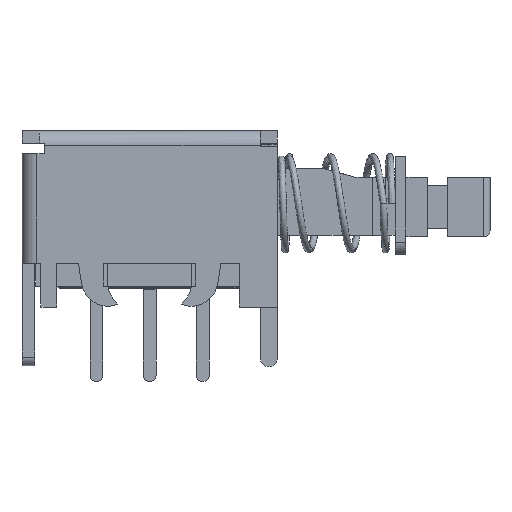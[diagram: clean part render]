
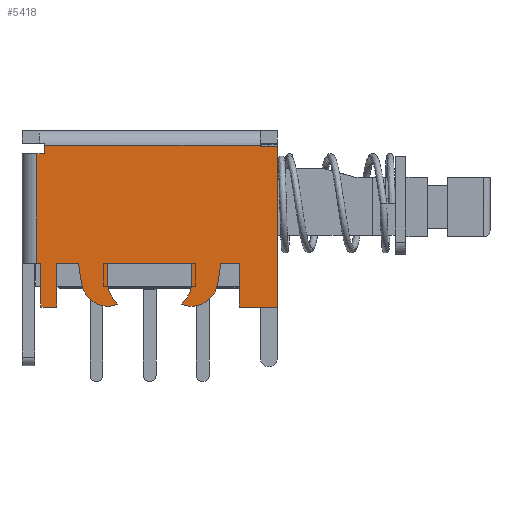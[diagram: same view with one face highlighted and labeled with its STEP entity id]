
A CAD part, left-side view. The second image highlights one B-rep face of the part: STEP entity #5418.
In plain terms, the highlighted planar face has unit normal (-1, 0, 0).
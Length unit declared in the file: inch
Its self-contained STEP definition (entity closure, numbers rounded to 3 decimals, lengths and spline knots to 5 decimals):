
#127=CIRCLE('',#5821,0.04961);
#128=CIRCLE('',#5822,0.05866);
#129=CIRCLE('',#5823,0.05866);
#130=CIRCLE('',#5824,0.04961);
#319=PLANE('',#5820);
#593=FACE_OUTER_BOUND('',#891,.T.);
#891=EDGE_LOOP('',(#4859,#4860,#4861,#4862,#4863,#4864,#4865,#4866,#4867,
#4868,#4869,#4870,#4871,#4872,#4873,#4874,#4875,#4876,#4877,#4878,#4879,
#4880,#4881,#4882));
#1398=LINE('',#8319,#2067);
#1405=LINE('',#8336,#2074);
#1472=LINE('',#8509,#2141);
#1474=LINE('',#8516,#2143);
#1543=LINE('',#8681,#2212);
#1546=LINE('',#8688,#2215);
#1551=LINE('',#8699,#2220);
#1552=LINE('',#8702,#2221);
#1553=LINE('',#8704,#2222);
#1554=LINE('',#8706,#2223);
#1555=LINE('',#8708,#2224);
#1556=LINE('',#8710,#2225);
#1557=LINE('',#8712,#2226);
#1558=LINE('',#8718,#2227);
#1559=LINE('',#8720,#2228);
#1560=LINE('',#8722,#2229);
#1561=LINE('',#8728,#2230);
#1562=LINE('',#8730,#2231);
#1563=LINE('',#8732,#2232);
#1564=LINE('',#8733,#2233);
#2067=VECTOR('',#6790,0.3937);
#2074=VECTOR('',#6803,0.3937);
#2141=VECTOR('',#6924,0.3937);
#2143=VECTOR('',#6934,0.3937);
#2212=VECTOR('',#7085,0.3937);
#2215=VECTOR('',#7094,0.3937);
#2220=VECTOR('',#7109,0.3937);
#2221=VECTOR('',#7112,0.3937);
#2222=VECTOR('',#7113,0.3937);
#2223=VECTOR('',#7114,0.3937);
#2224=VECTOR('',#7115,0.3937);
#2225=VECTOR('',#7116,0.3937);
#2226=VECTOR('',#7117,0.3937);
#2227=VECTOR('',#7122,0.3937);
#2228=VECTOR('',#7123,0.3937);
#2229=VECTOR('',#7124,0.3937);
#2230=VECTOR('',#7129,0.3937);
#2231=VECTOR('',#7130,0.3937);
#2232=VECTOR('',#7131,0.3937);
#2233=VECTOR('',#7132,0.3937);
#2617=VERTEX_POINT('',#8312);
#2620=VERTEX_POINT('',#8317);
#2627=VERTEX_POINT('',#8335);
#2705=VERTEX_POINT('',#8506);
#2706=VERTEX_POINT('',#8508);
#2707=VERTEX_POINT('',#8515);
#2762=VERTEX_POINT('',#8680);
#2763=VERTEX_POINT('',#8687);
#2765=VERTEX_POINT('',#8701);
#2766=VERTEX_POINT('',#8703);
#2767=VERTEX_POINT('',#8705);
#2768=VERTEX_POINT('',#8707);
#2769=VERTEX_POINT('',#8709);
#2770=VERTEX_POINT('',#8711);
#2771=VERTEX_POINT('',#8713);
#2772=VERTEX_POINT('',#8715);
#2773=VERTEX_POINT('',#8717);
#2774=VERTEX_POINT('',#8719);
#2775=VERTEX_POINT('',#8721);
#2776=VERTEX_POINT('',#8723);
#2777=VERTEX_POINT('',#8725);
#2778=VERTEX_POINT('',#8727);
#2779=VERTEX_POINT('',#8729);
#2780=VERTEX_POINT('',#8731);
#3296=EDGE_CURVE('',#2620,#2617,#1398,.T.);
#3304=EDGE_CURVE('',#2627,#2617,#1405,.T.);
#3390=EDGE_CURVE('',#2705,#2706,#1472,.T.);
#3394=EDGE_CURVE('',#2707,#2706,#1474,.T.);
#3479=EDGE_CURVE('',#2762,#2707,#1543,.T.);
#3482=EDGE_CURVE('',#2762,#2763,#1546,.T.);
#3487=EDGE_CURVE('',#2705,#2627,#1551,.T.);
#3488=EDGE_CURVE('',#2765,#2620,#1552,.T.);
#3489=EDGE_CURVE('',#2766,#2765,#1553,.T.);
#3490=EDGE_CURVE('',#2767,#2766,#1554,.T.);
#3491=EDGE_CURVE('',#2768,#2767,#1555,.T.);
#3492=EDGE_CURVE('',#2769,#2768,#1556,.T.);
#3493=EDGE_CURVE('',#2770,#2769,#1557,.T.);
#3494=EDGE_CURVE('',#2771,#2770,#127,.T.);
#3495=EDGE_CURVE('',#2772,#2771,#128,.T.);
#3496=EDGE_CURVE('',#2773,#2772,#1558,.T.);
#3497=EDGE_CURVE('',#2774,#2773,#1559,.T.);
#3498=EDGE_CURVE('',#2775,#2774,#1560,.T.);
#3499=EDGE_CURVE('',#2776,#2775,#129,.T.);
#3500=EDGE_CURVE('',#2777,#2776,#130,.T.);
#3501=EDGE_CURVE('',#2778,#2777,#1561,.T.);
#3502=EDGE_CURVE('',#2779,#2778,#1562,.T.);
#3503=EDGE_CURVE('',#2780,#2779,#1563,.T.);
#3504=EDGE_CURVE('',#2763,#2780,#1564,.T.);
#4859=ORIENTED_EDGE('',*,*,#3296,.F.);
#4860=ORIENTED_EDGE('',*,*,#3488,.F.);
#4861=ORIENTED_EDGE('',*,*,#3489,.F.);
#4862=ORIENTED_EDGE('',*,*,#3490,.F.);
#4863=ORIENTED_EDGE('',*,*,#3491,.F.);
#4864=ORIENTED_EDGE('',*,*,#3492,.F.);
#4865=ORIENTED_EDGE('',*,*,#3493,.F.);
#4866=ORIENTED_EDGE('',*,*,#3494,.F.);
#4867=ORIENTED_EDGE('',*,*,#3495,.F.);
#4868=ORIENTED_EDGE('',*,*,#3496,.F.);
#4869=ORIENTED_EDGE('',*,*,#3497,.F.);
#4870=ORIENTED_EDGE('',*,*,#3498,.F.);
#4871=ORIENTED_EDGE('',*,*,#3499,.F.);
#4872=ORIENTED_EDGE('',*,*,#3500,.F.);
#4873=ORIENTED_EDGE('',*,*,#3501,.F.);
#4874=ORIENTED_EDGE('',*,*,#3502,.F.);
#4875=ORIENTED_EDGE('',*,*,#3503,.F.);
#4876=ORIENTED_EDGE('',*,*,#3504,.F.);
#4877=ORIENTED_EDGE('',*,*,#3482,.F.);
#4878=ORIENTED_EDGE('',*,*,#3479,.T.);
#4879=ORIENTED_EDGE('',*,*,#3394,.T.);
#4880=ORIENTED_EDGE('',*,*,#3390,.F.);
#4881=ORIENTED_EDGE('',*,*,#3487,.T.);
#4882=ORIENTED_EDGE('',*,*,#3304,.T.);
#5418=ADVANCED_FACE('',(#593),#319,.T.);
#5820=AXIS2_PLACEMENT_3D('',#8700,#7110,#7111);
#5821=AXIS2_PLACEMENT_3D('',#8714,#7118,#7119);
#5822=AXIS2_PLACEMENT_3D('',#8716,#7120,#7121);
#5823=AXIS2_PLACEMENT_3D('',#8724,#7125,#7126);
#5824=AXIS2_PLACEMENT_3D('',#8726,#7127,#7128);
#6790=DIRECTION('',(0.,0.,1.));
#6803=DIRECTION('',(0.,1.,0.));
#6924=DIRECTION('',(0.,-1.,0.));
#6934=DIRECTION('',(0.,0.,1.));
#7085=DIRECTION('',(0.,1.,0.));
#7094=DIRECTION('',(0.,0.,-1.));
#7109=DIRECTION('',(0.,0.,-1.));
#7110=DIRECTION('center_axis',(-1.,0.,0.));
#7111=DIRECTION('ref_axis',(0.,0.,1.));
#7112=DIRECTION('',(0.,1.,0.));
#7113=DIRECTION('',(0.,0.,1.));
#7114=DIRECTION('',(0.,1.,0.));
#7115=DIRECTION('',(0.,0.,-1.));
#7116=DIRECTION('',(0.,1.,0.));
#7117=DIRECTION('',(0.,0.154,0.988));
#7118=DIRECTION('center_axis',(1.,0.,0.));
#7119=DIRECTION('ref_axis',(0.,-0.371,-0.929));
#7120=DIRECTION('center_axis',(-1.,0.,0.));
#7121=DIRECTION('ref_axis',(0.,-0.667,0.745));
#7122=DIRECTION('',(0.,0.,-1.));
#7123=DIRECTION('',(0.,1.,0.));
#7124=DIRECTION('',(0.,0.,1.));
#7125=DIRECTION('center_axis',(-1.,0.,0.));
#7126=DIRECTION('ref_axis',(0.,1.,0.));
#7127=DIRECTION('center_axis',(1.,0.,0.));
#7128=DIRECTION('ref_axis',(0.,-0.988,-0.154));
#7129=DIRECTION('',(0.,0.154,-0.988));
#7130=DIRECTION('',(0.,1.,0.));
#7131=DIRECTION('',(0.,0.,1.));
#7132=DIRECTION('',(0.,1.,0.));
#8312=CARTESIAN_POINT('',(-0.09843,0.20866,0.22402));
#8317=CARTESIAN_POINT('',(-0.09843,0.20866,0.02126));
#8319=CARTESIAN_POINT('',(-0.09843,0.20866,0.25512));
#8335=CARTESIAN_POINT('',(-0.09843,0.19449,0.22402));
#8336=CARTESIAN_POINT('',(-0.09843,-0.02087,0.22402));
#8506=CARTESIAN_POINT('',(-0.09843,0.19449,0.23937));
#8508=CARTESIAN_POINT('',(-0.09843,-0.20472,0.23937));
#8509=CARTESIAN_POINT('',(-0.09843,-0.11811,0.23937));
#8515=CARTESIAN_POINT('',(-0.09843,-0.20472,0.23661));
#8516=CARTESIAN_POINT('',(-0.09843,-0.20472,0.26102));
#8680=CARTESIAN_POINT('',(-0.09843,-0.23622,0.23661));
#8681=CARTESIAN_POINT('',(-0.09843,-0.22835,0.23661));
#8687=CARTESIAN_POINT('',(-0.09843,-0.23622,-0.05984));
#8688=CARTESIAN_POINT('',(-0.09843,-0.23622,0.25512));
#8699=CARTESIAN_POINT('',(-0.09843,0.19449,0.24921));
#8700=CARTESIAN_POINT('Origin',(-0.09843,-0.23622,
0.25512));
#8701=CARTESIAN_POINT('',(-0.09843,0.20118,0.02126));
#8702=CARTESIAN_POINT('',(-0.09843,0.20118,0.02126));
#8703=CARTESIAN_POINT('',(-0.09843,0.20118,-0.05984));
#8704=CARTESIAN_POINT('',(-0.09843,0.20118,-0.05984));
#8705=CARTESIAN_POINT('',(-0.09843,0.17205,-0.05984));
#8706=CARTESIAN_POINT('',(-0.09843,0.17205,-0.05984));
#8707=CARTESIAN_POINT('',(-0.09843,0.17205,0.02126));
#8708=CARTESIAN_POINT('',(-0.09843,0.17205,0.02126));
#8709=CARTESIAN_POINT('',(-0.09843,0.13189,0.02126));
#8710=CARTESIAN_POINT('',(-0.09843,0.13189,0.02126));
#8711=CARTESIAN_POINT('',(-0.09843,0.12605,-0.01629));
#8712=CARTESIAN_POINT('',(-0.09843,0.12605,-0.01629));
#8713=CARTESIAN_POINT('',(-0.09843,0.05862,-0.05472));
#8714=CARTESIAN_POINT('Origin',(-0.09843,0.07703,
-0.00866));
#8715=CARTESIAN_POINT('',(-0.09843,0.07815,-0.01102));
#8716=CARTESIAN_POINT('Origin',(-0.09843,0.01949,-0.01102));
#8717=CARTESIAN_POINT('',(-0.09843,0.07815,0.02126));
#8718=CARTESIAN_POINT('',(-0.09843,0.07815,0.02126));
#8719=CARTESIAN_POINT('',(-0.09843,-0.07815,0.02126));
#8720=CARTESIAN_POINT('',(-0.09843,-0.07815,0.02126));
#8721=CARTESIAN_POINT('',(-0.09843,-0.07815,-0.01102));
#8722=CARTESIAN_POINT('',(-0.09843,-0.07815,-0.01102));
#8723=CARTESIAN_POINT('',(-0.09843,-0.05862,-0.05472));
#8724=CARTESIAN_POINT('Origin',(-0.09843,-0.01949,
-0.01102));
#8725=CARTESIAN_POINT('',(-0.09843,-0.12605,-0.01629));
#8726=CARTESIAN_POINT('Origin',(-0.09843,-0.07703,
-0.00866));
#8727=CARTESIAN_POINT('',(-0.09843,-0.13189,0.02126));
#8728=CARTESIAN_POINT('',(-0.09843,-0.13189,0.02126));
#8729=CARTESIAN_POINT('',(-0.09843,-0.16575,0.02126));
#8730=CARTESIAN_POINT('',(-0.09843,-0.16575,0.02126));
#8731=CARTESIAN_POINT('',(-0.09843,-0.16575,-0.05984));
#8732=CARTESIAN_POINT('',(-0.09843,-0.16575,-0.05984));
#8733=CARTESIAN_POINT('',(-0.09843,-0.23622,-0.05984));
